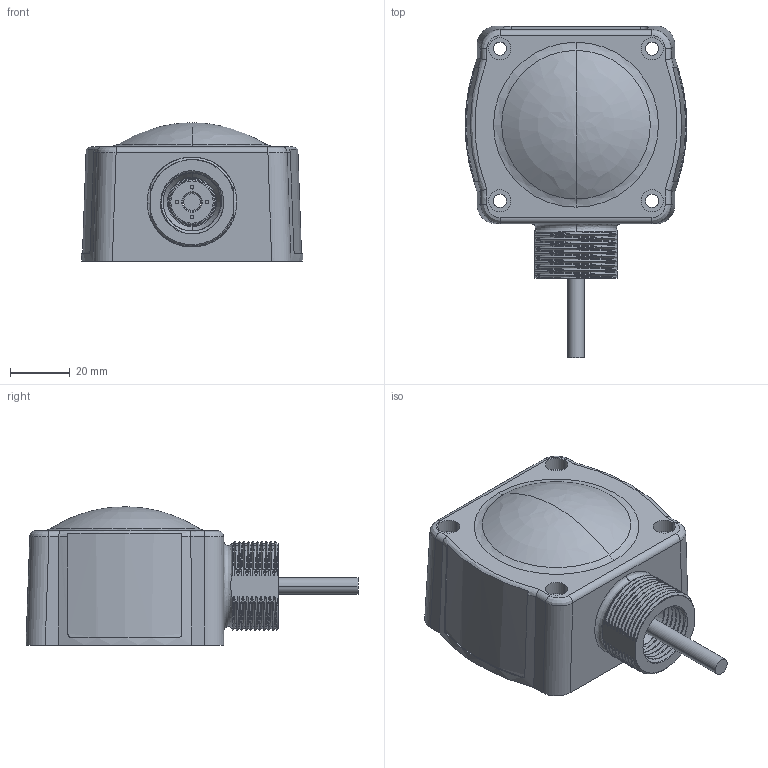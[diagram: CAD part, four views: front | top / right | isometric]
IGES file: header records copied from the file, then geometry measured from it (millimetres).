
Start section:  PTC IGES file: 137395.igs
Global section: file name: 137395.igs; native system: Pro/ENGINEER by Parametric Technology Corporation; preprocessor: 2006170; author: banengservice; organization: Unknown; date: 20080306.085757; units: inch
Bounding box: 73.88 x 110.8 x 46.1 mm (x, y, z)
Volume: 70412.7 mm3; surface area: 51569.3 mm2
Topology: 2 solids, 2 shells, 881 faces, 2333 edges, 1519 vertices
Faces by surface type: bspline 531, revolution 342, extrusion 8
